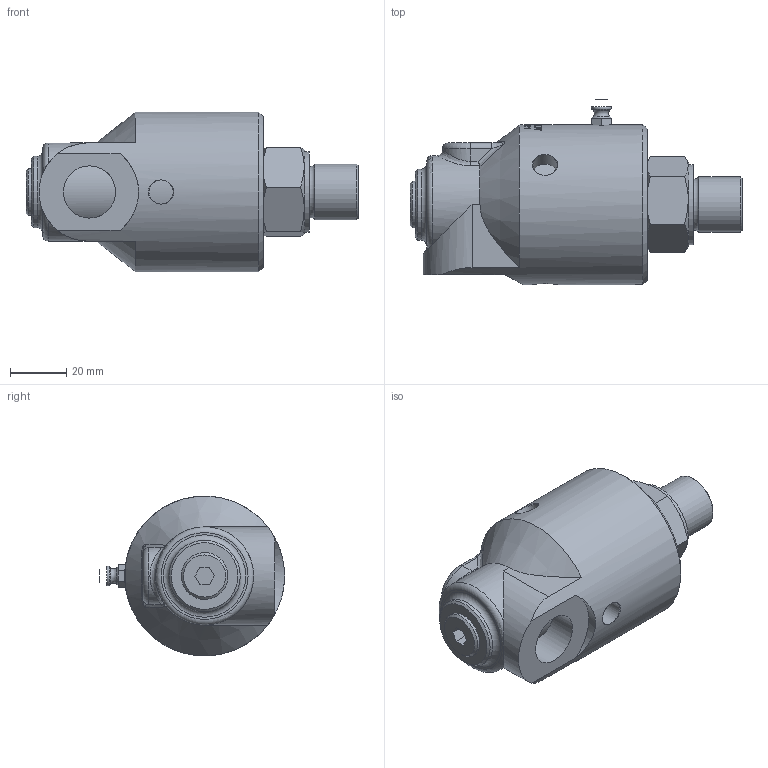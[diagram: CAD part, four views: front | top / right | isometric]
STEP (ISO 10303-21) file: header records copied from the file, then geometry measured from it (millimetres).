
FILE_DESCRIPTION(/* description */ (''),/* implementation_level */ '2;1');
FILE_NAME(/* name */ '157-130-151-IC.stp',/* time_stamp */ '2020-06-05T13:37:39-05:00',/* author */ ('dyurkovich'),/* organization */ (''),/* preprocessor_version */ 'ST-DEVELOPER v18',/* originating_system */ 'Autodesk Inventor 2020',/* authorisation */ '');
FILE_SCHEMA (('AP203_CONFIGURATION_CONTROLLED_3D_DESIGN_OF_MECHANICAL_PARTS_AND_ASSEMBLIES_MIM_LF { 1 0 10303 203 3 1 4 }','AUTOMOTIVE_DESIGN { 1 0 10303 214 3 1 1 }'));
Length unit declared in the file: millimetre
Products named in the file (1): 157-130-151-IC
Bounding box: 118.42 x 66 x 57 mm (x, y, z)
Volume: 174462.9 mm3; surface area: 25325.8 mm2
Topology: 1 solids, 3 shells, 368 faces, 982 edges, 656 vertices
Faces by surface type: bspline 146, plane 130, cylinder 61, cone 25, torus 6
Full cylindrical faces by diameter (mm): 2.362 x2, 8.6 x3, 12.7 x1, 18.631 x1, 19.793 x1, 21.4 x1, 25.4 x1, 27.8 x1, 28.6 x1, 47.07 x1, 50.75 x1, 57 x1
Entity records: 15162 total; most frequent: CARTESIAN_POINT 6633, ORIENTED_EDGE 1956, DIRECTION 1331, EDGE_CURVE 978, VERTEX_POINT 656, AXIS2_PLACEMENT_3D 480, EDGE_LOOP 408, LINE 371
